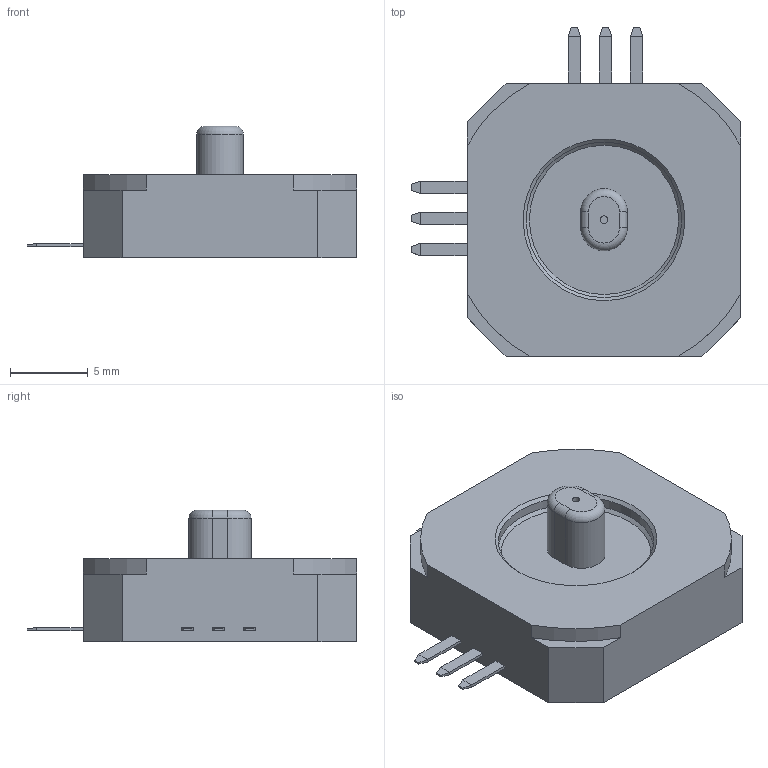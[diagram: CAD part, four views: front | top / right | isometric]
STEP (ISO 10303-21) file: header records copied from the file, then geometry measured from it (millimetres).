
FILE_DESCRIPTION(/* description */ (''),/* implementation_level */ '2;1');
FILE_NAME(/* name */ 'psp_joystick.step',/* time_stamp */ '2023-01-10T15:35:05+08:00',/* author */ (''),/* organization */ (''),/* preprocessor_version */ 'ST-DEVELOPER v19.2',/* originating_system */ 'Autodesk Translation Framework v11.17.0.187',/* authorisation */ '');
FILE_SCHEMA (('AUTOMOTIVE_DESIGN { 1 0 10303 214 3 1 1 }'));
Length unit declared in the file: millimetre
Products named in the file (3): psp_joystick; 零部件1; 零部件2
Assembly tree (3 placements, depth 2):
  psp_joystick
    零部件1
    零部件2  x2
Bounding box: 21.2 x 21.2 x 8.45 mm (x, y, z)
Volume: 1541.4 mm3; surface area: 1050.7 mm2
Topology: 7 solids, 7 shells, 93 faces, 198 edges, 122 vertices
Faces by surface type: plane 79, cylinder 10, cone 2, torus 2
Full cylindrical faces by diameter (mm): 0.5 x1, 10 x1
Entity records: 1815 total; most frequent: DIRECTION 300, CARTESIAN_POINT 293, ORIENTED_EDGE 276, EDGE_CURVE 138, LINE 114, VECTOR 114, AXIS2_PLACEMENT_3D 93, VERTEX_POINT 86
